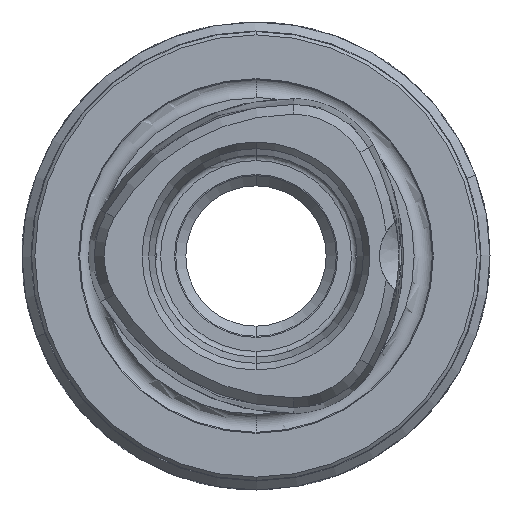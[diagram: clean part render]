
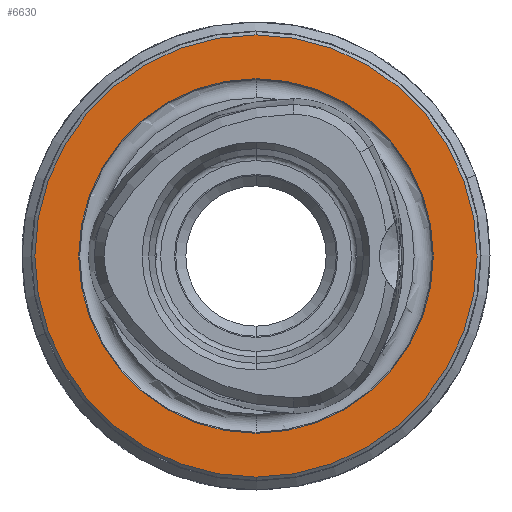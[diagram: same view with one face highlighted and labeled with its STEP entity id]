
A CAD part, left-side view. The second image highlights one B-rep face of the part: STEP entity #6630.
In plain terms, the highlighted planar face has unit normal (-1, 0, 0).
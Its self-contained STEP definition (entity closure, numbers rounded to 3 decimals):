
#5 = VERTEX_POINT ( 'NONE', #4344 ) ;
#35 = DIRECTION ( 'NONE',  ( 1., 0., 0. ) ) ;
#176 = CIRCLE ( 'NONE', #5009, 19.7 ) ;
#353 = EDGE_LOOP ( 'NONE', ( #1307, #4449 ) ) ;
#541 = CARTESIAN_POINT ( 'NONE',  ( 0., 15.8, 0. ) ) ;
#666 = DIRECTION ( 'NONE',  ( 0., 0., 1. ) ) ;
#692 = DIRECTION ( 'NONE',  ( -1., 0., 0. ) ) ;
#715 = AXIS2_PLACEMENT_3D ( 'NONE', #3559, #4770, #5309 ) ;
#907 = ORIENTED_EDGE ( 'NONE', *, *, #2837, .T. ) ;
#1147 = AXIS2_PLACEMENT_3D ( 'NONE', #541, #35, #1879 ) ;
#1190 = EDGE_CURVE ( 'NONE', #6972, #4148, #3648, .T. ) ;
#1297 = CARTESIAN_POINT ( 'NONE',  ( 0., 0., 0. ) ) ;
#1300 = FACE_OUTER_BOUND ( 'NONE', #3557, .T. ) ;
#1307 = ORIENTED_EDGE ( 'NONE', *, *, #1190, .F. ) ;
#1528 = ORIENTED_EDGE ( 'NONE', *, *, #3865, .T. ) ;
#1821 = DIRECTION ( 'NONE',  ( 0., 0., 1. ) ) ;
#1879 = DIRECTION ( 'NONE',  ( 0., 0., -1. ) ) ;
#2104 = FACE_BOUND ( 'NONE', #353, .T. ) ;
#2837 = EDGE_CURVE ( 'NONE', #7986, #5, #176, .T. ) ;
#2933 = EDGE_CURVE ( 'NONE', #4148, #6972, #2986, .T. ) ;
#2986 = CIRCLE ( 'NONE', #715, 15.8 ) ;
#3249 = CARTESIAN_POINT ( 'NONE',  ( 0., 0., 0. ) ) ;
#3557 = EDGE_LOOP ( 'NONE', ( #1528, #907 ) ) ;
#3559 = CARTESIAN_POINT ( 'NONE',  ( 0., 0., 0. ) ) ;
#3603 = CARTESIAN_POINT ( 'NONE',  ( 0., 0., 0. ) ) ;
#3648 = CIRCLE ( 'NONE', #5920, 15.8 ) ;
#3788 = AXIS2_PLACEMENT_3D ( 'NONE', #1297, #6939, #666 ) ;
#3865 = EDGE_CURVE ( 'NONE', #5, #7986, #3925, .T. ) ;
#3925 = CIRCLE ( 'NONE', #3788, 19.7 ) ;
#4148 = VERTEX_POINT ( 'NONE', #5572 ) ;
#4344 = CARTESIAN_POINT ( 'NONE',  ( 0., 0., -19.7 ) ) ;
#4449 = ORIENTED_EDGE ( 'NONE', *, *, #2933, .F. ) ;
#4469 = DIRECTION ( 'NONE',  ( -1., 0., 0. ) ) ;
#4770 = DIRECTION ( 'NONE',  ( -1., 0., 0. ) ) ;
#4784 = CARTESIAN_POINT ( 'NONE',  ( 0., 0., 15.8 ) ) ;
#5009 = AXIS2_PLACEMENT_3D ( 'NONE', #3249, #692, #7143 ) ;
#5309 = DIRECTION ( 'NONE',  ( 0., 0., 1. ) ) ;
#5572 = CARTESIAN_POINT ( 'NONE',  ( 0., 0., -15.8 ) ) ;
#5709 = PLANE ( 'NONE',  #1147 ) ;
#5853 = CARTESIAN_POINT ( 'NONE',  ( 0., 0., 19.7 ) ) ;
#5920 = AXIS2_PLACEMENT_3D ( 'NONE', #3603, #4469, #1821 ) ;
#6630 = ADVANCED_FACE ( 'NONE', ( #2104, #1300 ), #5709, .F. ) ;
#6939 = DIRECTION ( 'NONE',  ( -1., 0., 0. ) ) ;
#6972 = VERTEX_POINT ( 'NONE', #4784 ) ;
#7143 = DIRECTION ( 'NONE',  ( 0., 0., 1. ) ) ;
#7986 = VERTEX_POINT ( 'NONE', #5853 ) ;
